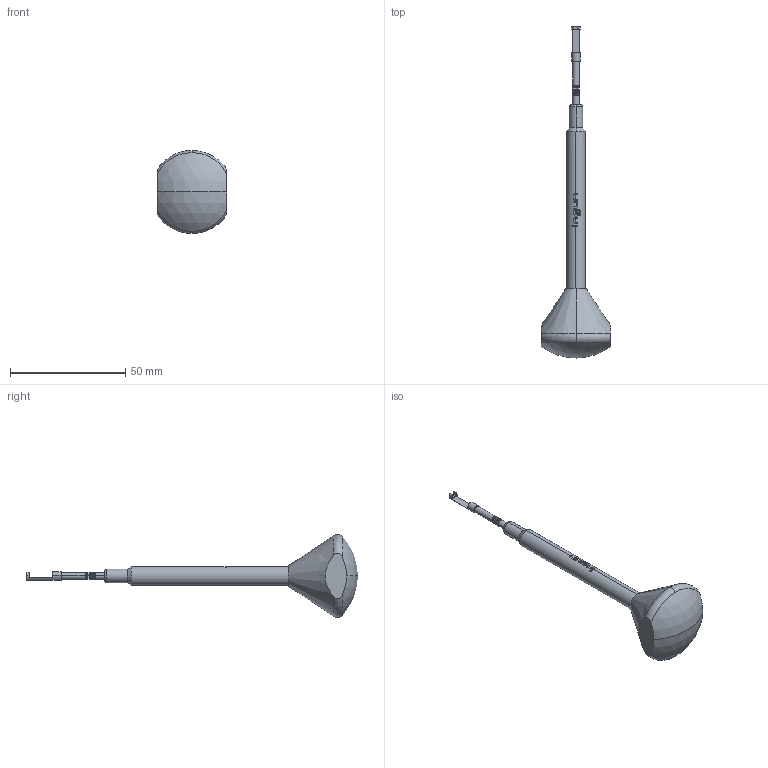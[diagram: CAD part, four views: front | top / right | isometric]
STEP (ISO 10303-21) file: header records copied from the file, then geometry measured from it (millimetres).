
FILE_DESCRIPTION (( 'STEP AP203' ), '1' );
FILE_NAME ('INGUN_SW-ZW-GKS-103.STEP', '2022-03-14T12:29:42', ( 'ochi' ), ( '' ), 'SwSTEP 2.0', 'SolidWorks 2018', '' );
FILE_SCHEMA (( 'CONFIG_CONTROL_DESIGN' ));
Length unit declared in the file: millimetre
Products named in the file (1): INGUN_SW-ZW-GKS-103
Bounding box: 30 x 144 x 36 mm (x, y, z)
Volume: 18865.6 mm3; surface area: 5393.2 mm2
Topology: 1 solids, 1 shells, 245 faces, 616 edges, 406 vertices
Faces by surface type: plane 176, cylinder 30, bspline 22, cone 12, torus 3, sphere 2
Entity records: 9352 total; most frequent: CARTESIAN_POINT 3805, ORIENTED_EDGE 1232, DIRECTION 944, EDGE_CURVE 616, VERTEX_POINT 406, AXIS2_PLACEMENT_3D 336, EDGE_LOOP 278, VECTOR 272
